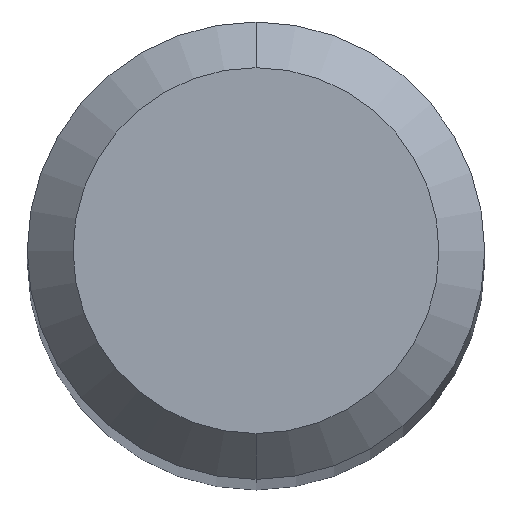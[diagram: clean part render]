
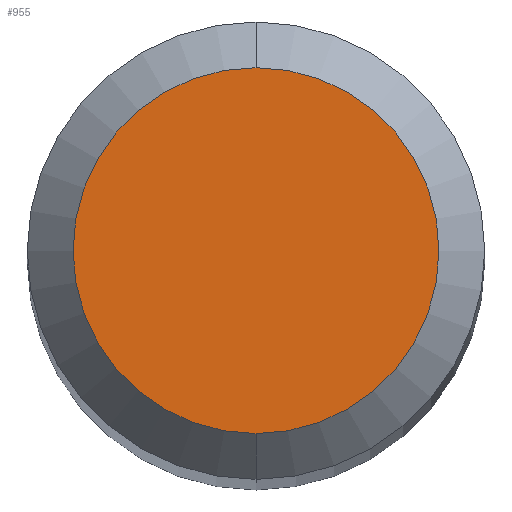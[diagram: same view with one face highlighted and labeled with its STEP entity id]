
A CAD part, top view. The second image highlights one B-rep face of the part: STEP entity #955.
In plain terms, the highlighted planar face has unit normal (0, 0, 1).
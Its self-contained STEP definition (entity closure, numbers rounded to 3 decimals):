
#549=EDGE_CURVE('',#917,#873,#1250,.T.);
#595=EDGE_CURVE('',#873,#917,#1299,.T.);
#873=VERTEX_POINT('',#1603);
#917=VERTEX_POINT('',#1651);
#955=ADVANCED_FACE('',(#1693),#1694,.T.);
#1250=CIRCLE('',#5795,1.2);
#1299=CIRCLE('',#6057,1.2);
#1603=CARTESIAN_POINT('',(0.0,1.2,0.0));
#1651=CARTESIAN_POINT('',(0.,-1.2,0.0));
#1693=FACE_OUTER_BOUND('',#9449,.T.);
#1694=PLANE('',#9450);
#5795=AXIS2_PLACEMENT_3D('',#10273,#10274,#10275);
#6057=AXIS2_PLACEMENT_3D('',#10305,#10306,#10307);
#9449=EDGE_LOOP('',(#10719,#10720));
#9450=AXIS2_PLACEMENT_3D('',#10721,#10722,#10723);
#10273=CARTESIAN_POINT('',(0.0,0.0,0.0));
#10274=DIRECTION('',(0.0,0.0,-1.0));
#10275=DIRECTION('',(0.0,1.0,0.0));
#10305=CARTESIAN_POINT('',(0.0,0.0,0.0));
#10306=DIRECTION('',(0.0,0.0,-1.0));
#10307=DIRECTION('',(0.0,1.0,0.0));
#10719=ORIENTED_EDGE('',*,*,#595,.F.);
#10720=ORIENTED_EDGE('',*,*,#549,.F.);
#10721=CARTESIAN_POINT('',(0.0,0.6,0.0));
#10722=DIRECTION('',(-0.0,0.0,1.0));
#10723=DIRECTION('',(0.0,-1.0,0.0));
